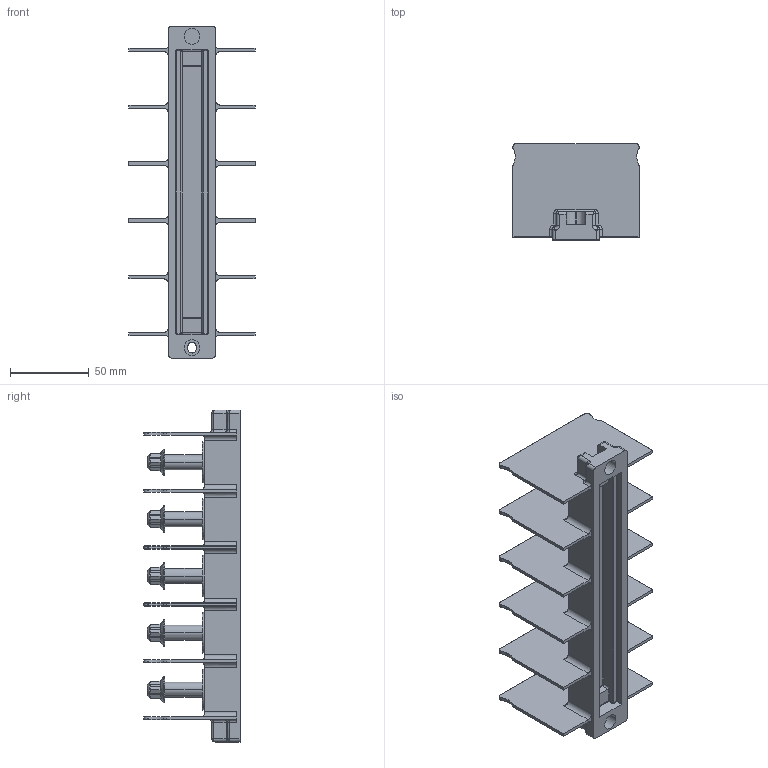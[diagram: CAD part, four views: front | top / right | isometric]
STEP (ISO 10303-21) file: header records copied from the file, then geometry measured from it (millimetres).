
FILE_DESCRIPTION((''),'2;1');
FILE_NAME('32428051001','2019-09-24T',('presta_be4'),(''),'PRO/ENGINEER BY PARAMETRIC TECHNOLOGY CORPORATION, 2014310','PRO/ENGINEER BY PARAMETRIC TECHNOLOGY CORPORATION, 2014310','');
FILE_SCHEMA(('CONFIG_CONTROL_DESIGN'));
Length unit declared in the file: millimetre
Products named in the file (1): 32428051001
Bounding box: 80 x 60.8 x 210.2 mm (x, y, z)
Volume: 167173 mm3; surface area: 85558.5 mm2
Topology: 1 solids, 1 shells, 727 faces, 1826 edges, 1124 vertices
Faces by surface type: cylinder 280, plane 239, torus 118, cone 50, bspline 40
Entity records: 24797 total; most frequent: CARTESIAN_POINT 7706, ORIENTED_EDGE 3652, DIRECTION 3540, EDGE_CURVE 1826, AXIS2_PLACEMENT_3D 1381, VERTEX_POINT 1124, VECTOR 778, LINE 778
